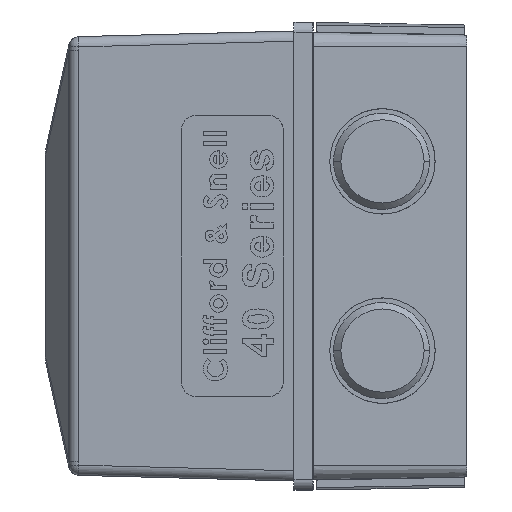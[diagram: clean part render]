
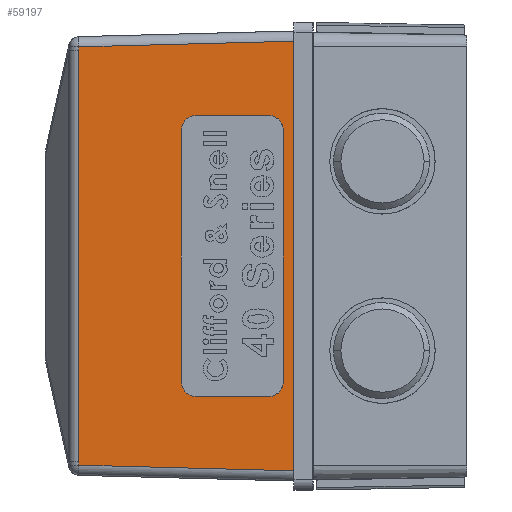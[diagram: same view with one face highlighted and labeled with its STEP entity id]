
A CAD part, left-side view. The second image highlights one B-rep face of the part: STEP entity #59197.
In plain terms, the highlighted planar face has unit normal (-1, 0.026, 0).
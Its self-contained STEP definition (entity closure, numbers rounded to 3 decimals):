
#78 = PLANE ( 'NONE',  #15945 ) ;
#2313 = CARTESIAN_POINT ( 'NONE',  ( -42.89, 42.402, 40.89 ) ) ;
#3592 = VECTOR ( 'NONE', #28326, 1000. ) ;
#4130 = ORIENTED_EDGE ( 'NONE', *, *, #51124, .T. ) ;
#8077 = VECTOR ( 'NONE', #29415, 1000. ) ;
#8166 = CARTESIAN_POINT ( 'NONE',  ( -42.89, 42.402, -40.89 ) ) ;
#8568 = CARTESIAN_POINT ( 'NONE',  ( -42.89, 42.402, 40.89 ) ) ;
#11091 = CARTESIAN_POINT ( 'NONE',  ( -42.889, 42.438, -40.24 ) ) ;
#11103 = VERTEX_POINT ( 'NONE', #8166 ) ;
#13962 = FACE_OUTER_BOUND ( 'NONE', #57440, .T. ) ;
#14288 = ORIENTED_EDGE ( 'NONE', *, *, #21688, .T. ) ;
#14474 = CARTESIAN_POINT ( 'NONE',  ( -44.016, -0.6, 42.016 ) ) ;
#14546 = LINE ( 'NONE', #23443, #3592 ) ;
#15301 = CARTESIAN_POINT ( 'NONE',  ( -42.889, 42.438, 40.24 ) ) ;
#15428 = EDGE_CURVE ( 'NONE', #37066, #11103, #46552, .T. ) ;
#15516 = ORIENTED_EDGE ( 'NONE', *, *, #27299, .T. ) ;
#15945 = AXIS2_PLACEMENT_3D ( 'NONE', #36927, #51637, #22306 ) ;
#16058 = EDGE_CURVE ( 'NONE', #48323, #32015, #25863, .T. ) ;
#16277 = LINE ( 'NONE', #25163, #8077 ) ;
#18112 = ORIENTED_EDGE ( 'NONE', *, *, #16058, .T. ) ;
#18875 = VECTOR ( 'NONE', #45670, 1000. ) ;
#19268 = LINE ( 'NONE', #37892, #40647 ) ;
#21159 = CARTESIAN_POINT ( 'NONE',  ( -42.889, 42.426, 40.672 ) ) ;
#21688 = EDGE_CURVE ( 'NONE', #11103, #47925, #14546, .T. ) ;
#22306 = DIRECTION ( 'NONE',  ( -0.026, -1., 0. ) ) ;
#23443 = CARTESIAN_POINT ( 'NONE',  ( -43.941, 2.249, -41.942 ) ) ;
#25163 = CARTESIAN_POINT ( 'NONE',  ( -44.001, -0.052, 42.002 ) ) ;
#25863 =( BOUNDED_CURVE ( )  B_SPLINE_CURVE ( 3, ( #2313, #21159, #39798, #15301 ),
 .UNSPECIFIED., .F., .F. ) 
 B_SPLINE_CURVE_WITH_KNOTS ( ( 4, 4 ),
 ( 1.76, 1.914 ),
 .UNSPECIFIED. ) 
 CURVE ( )  GEOMETRIC_REPRESENTATION_ITEM ( )  RATIONAL_B_SPLINE_CURVE ( ( 1., 0.998, 0.998, 1. ) ) 
 REPRESENTATION_ITEM ( '' )  );
#27299 = EDGE_CURVE ( 'NONE', #53937, #48323, #16277, .T. ) ;
#27516 = DIRECTION ( 'NONE',  ( 0., 0., -1. ) ) ;
#27722 = ORIENTED_EDGE ( 'NONE', *, *, #44817, .F. ) ;
#28326 = DIRECTION ( 'NONE',  ( -0.026, -0.999, -0.026 ) ) ;
#29415 = DIRECTION ( 'NONE',  ( 0.026, 0.999, -0.026 ) ) ;
#30260 = CARTESIAN_POINT ( 'NONE',  ( -44.016, -0.6, -42.016 ) ) ;
#30982 = CARTESIAN_POINT ( 'NONE',  ( -42.889, 42.438, 44. ) ) ;
#32015 = VERTEX_POINT ( 'NONE', #45827 ) ;
#36927 = CARTESIAN_POINT ( 'NONE',  ( -44., 0., 44. ) ) ;
#37066 = VERTEX_POINT ( 'NONE', #11091 ) ;
#37892 = CARTESIAN_POINT ( 'NONE',  ( -44.016, -0.6, 44. ) ) ;
#39027 = CARTESIAN_POINT ( 'NONE',  ( -42.889, 42.426, -40.672 ) ) ;
#39624 = CARTESIAN_POINT ( 'NONE',  ( -42.889, 42.438, -40.24 ) ) ;
#39798 = CARTESIAN_POINT ( 'NONE',  ( -42.889, 42.438, 40.455 ) ) ;
#39944 = CARTESIAN_POINT ( 'NONE',  ( -42.889, 42.438, -40.455 ) ) ;
#40647 = VECTOR ( 'NONE', #27516, 1000. ) ;
#41069 = LINE ( 'NONE', #30982, #18875 ) ;
#44817 = EDGE_CURVE ( 'NONE', #53937, #47925, #19268, .T. ) ;
#44820 = CARTESIAN_POINT ( 'NONE',  ( -42.89, 42.402, -40.89 ) ) ;
#44979 = ORIENTED_EDGE ( 'NONE', *, *, #15428, .T. ) ;
#45670 = DIRECTION ( 'NONE',  ( 0., 0., -1. ) ) ;
#45827 = CARTESIAN_POINT ( 'NONE',  ( -42.889, 42.438, 40.24 ) ) ;
#46552 =( BOUNDED_CURVE ( )  B_SPLINE_CURVE ( 3, ( #39624, #39944, #39027, #44820 ),
 .UNSPECIFIED., .F., .F. ) 
 B_SPLINE_CURVE_WITH_KNOTS ( ( 4, 4 ),
 ( 4.37, 4.523 ),
 .UNSPECIFIED. ) 
 CURVE ( )  GEOMETRIC_REPRESENTATION_ITEM ( )  RATIONAL_B_SPLINE_CURVE ( ( 1., 0.998, 0.998, 1. ) ) 
 REPRESENTATION_ITEM ( '' )  );
#47925 = VERTEX_POINT ( 'NONE', #30260 ) ;
#48323 = VERTEX_POINT ( 'NONE', #8568 ) ;
#51124 = EDGE_CURVE ( 'NONE', #32015, #37066, #41069, .T. ) ;
#51637 = DIRECTION ( 'NONE',  ( -1., 0.026, 0. ) ) ;
#53937 = VERTEX_POINT ( 'NONE', #14474 ) ;
#57440 = EDGE_LOOP ( 'NONE', ( #15516, #18112, #4130, #44979, #14288, #27722 ) ) ;
#59197 = ADVANCED_FACE ( 'NONE', ( #13962 ), #78, .T. ) ;
